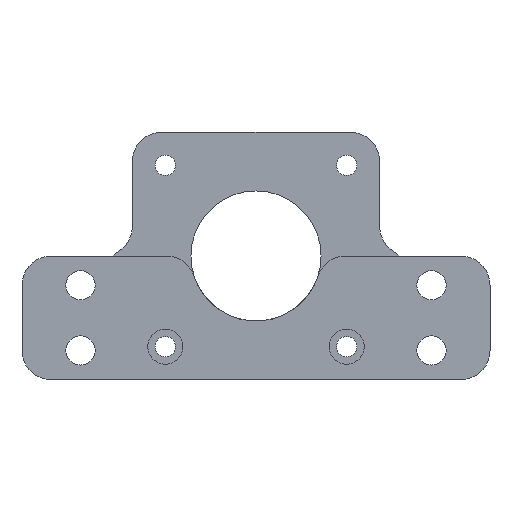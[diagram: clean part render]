
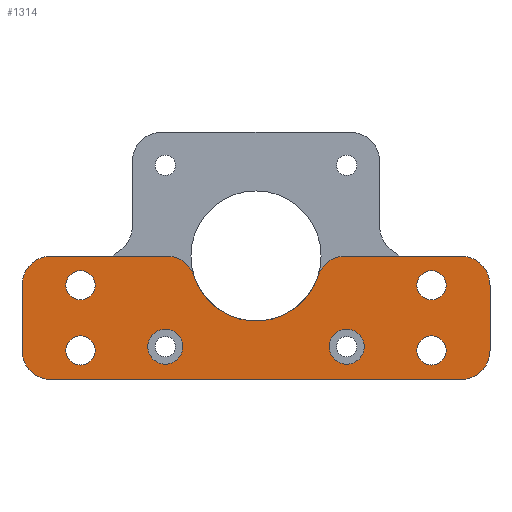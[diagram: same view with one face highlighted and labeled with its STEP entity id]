
A CAD part, left-side view. The second image highlights one B-rep face of the part: STEP entity #1314.
In plain terms, the highlighted planar face has unit normal (-1, 0, 0).
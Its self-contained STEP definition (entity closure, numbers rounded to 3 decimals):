
#19=FACE_BOUND('',#169,.T.);
#20=FACE_BOUND('',#170,.T.);
#21=FACE_BOUND('',#171,.T.);
#22=FACE_BOUND('',#172,.T.);
#23=FACE_BOUND('',#173,.T.);
#24=FACE_BOUND('',#174,.T.);
#53=PLANE('',#1434);
#98=FACE_OUTER_BOUND('',#168,.T.);
#168=EDGE_LOOP('',(#1008,#1009,#1010,#1011,#1012,#1013,#1014,#1015,#1016,
#1017,#1018,#1019));
#169=EDGE_LOOP('',(#1020));
#170=EDGE_LOOP('',(#1021));
#171=EDGE_LOOP('',(#1022));
#172=EDGE_LOOP('',(#1023));
#173=EDGE_LOOP('',(#1024));
#174=EDGE_LOOP('',(#1025));
#280=LINE('',#2109,#401);
#281=LINE('',#2113,#402);
#282=LINE('',#2117,#403);
#283=LINE('',#2121,#404);
#284=LINE('',#2124,#405);
#401=VECTOR('',#1705,10.);
#402=VECTOR('',#1708,10.);
#403=VECTOR('',#1711,10.);
#404=VECTOR('',#1714,10.);
#405=VECTOR('',#1717,10.);
#467=CIRCLE('',#1367,3.);
#469=CIRCLE('',#1370,3.);
#505=CIRCLE('',#1432,5.);
#507=CIRCLE('',#1435,11.125);
#508=CIRCLE('',#1436,5.);
#509=CIRCLE('',#1437,5.);
#510=CIRCLE('',#1438,5.);
#511=CIRCLE('',#1439,5.);
#512=CIRCLE('',#1440,5.);
#513=CIRCLE('',#1441,2.5);
#514=CIRCLE('',#1442,2.5);
#515=CIRCLE('',#1443,2.5);
#516=CIRCLE('',#1444,2.5);
#541=VERTEX_POINT('',#1911);
#543=VERTEX_POINT('',#1917);
#607=VERTEX_POINT('',#2095);
#608=VERTEX_POINT('',#2096);
#611=VERTEX_POINT('',#2104);
#612=VERTEX_POINT('',#2106);
#613=VERTEX_POINT('',#2108);
#614=VERTEX_POINT('',#2110);
#615=VERTEX_POINT('',#2112);
#616=VERTEX_POINT('',#2114);
#617=VERTEX_POINT('',#2116);
#618=VERTEX_POINT('',#2118);
#619=VERTEX_POINT('',#2120);
#620=VERTEX_POINT('',#2122);
#621=VERTEX_POINT('',#2125);
#622=VERTEX_POINT('',#2127);
#623=VERTEX_POINT('',#2129);
#624=VERTEX_POINT('',#2131);
#667=EDGE_CURVE('',#541,#541,#467,.T.);
#670=EDGE_CURVE('',#543,#543,#469,.T.);
#758=EDGE_CURVE('',#607,#608,#505,.T.);
#762=EDGE_CURVE('',#607,#611,#507,.T.);
#763=EDGE_CURVE('',#612,#611,#508,.T.);
#764=EDGE_CURVE('',#612,#613,#280,.T.);
#765=EDGE_CURVE('',#614,#613,#509,.T.);
#766=EDGE_CURVE('',#614,#615,#281,.T.);
#767=EDGE_CURVE('',#616,#615,#510,.T.);
#768=EDGE_CURVE('',#616,#617,#282,.T.);
#769=EDGE_CURVE('',#618,#617,#511,.T.);
#770=EDGE_CURVE('',#618,#619,#283,.T.);
#771=EDGE_CURVE('',#620,#619,#512,.T.);
#772=EDGE_CURVE('',#620,#608,#284,.T.);
#773=EDGE_CURVE('',#621,#621,#513,.T.);
#774=EDGE_CURVE('',#622,#622,#514,.T.);
#775=EDGE_CURVE('',#623,#623,#515,.T.);
#776=EDGE_CURVE('',#624,#624,#516,.T.);
#1008=ORIENTED_EDGE('',*,*,#758,.F.);
#1009=ORIENTED_EDGE('',*,*,#762,.T.);
#1010=ORIENTED_EDGE('',*,*,#763,.F.);
#1011=ORIENTED_EDGE('',*,*,#764,.T.);
#1012=ORIENTED_EDGE('',*,*,#765,.F.);
#1013=ORIENTED_EDGE('',*,*,#766,.T.);
#1014=ORIENTED_EDGE('',*,*,#767,.F.);
#1015=ORIENTED_EDGE('',*,*,#768,.T.);
#1016=ORIENTED_EDGE('',*,*,#769,.F.);
#1017=ORIENTED_EDGE('',*,*,#770,.T.);
#1018=ORIENTED_EDGE('',*,*,#771,.F.);
#1019=ORIENTED_EDGE('',*,*,#772,.T.);
#1020=ORIENTED_EDGE('',*,*,#667,.T.);
#1021=ORIENTED_EDGE('',*,*,#670,.T.);
#1022=ORIENTED_EDGE('',*,*,#773,.T.);
#1023=ORIENTED_EDGE('',*,*,#774,.T.);
#1024=ORIENTED_EDGE('',*,*,#775,.T.);
#1025=ORIENTED_EDGE('',*,*,#776,.T.);
#1314=ADVANCED_FACE('',(#98,#19,#20,#21,#22,#23,#24),#53,.T.);
#1367=AXIS2_PLACEMENT_3D('',#1912,#1510,#1511);
#1370=AXIS2_PLACEMENT_3D('',#1918,#1517,#1518);
#1432=AXIS2_PLACEMENT_3D('',#2097,#1693,#1694);
#1434=AXIS2_PLACEMENT_3D('',#2103,#1699,#1700);
#1435=AXIS2_PLACEMENT_3D('',#2105,#1701,#1702);
#1436=AXIS2_PLACEMENT_3D('',#2107,#1703,#1704);
#1437=AXIS2_PLACEMENT_3D('',#2111,#1706,#1707);
#1438=AXIS2_PLACEMENT_3D('',#2115,#1709,#1710);
#1439=AXIS2_PLACEMENT_3D('',#2119,#1712,#1713);
#1440=AXIS2_PLACEMENT_3D('',#2123,#1715,#1716);
#1441=AXIS2_PLACEMENT_3D('',#2126,#1718,#1719);
#1442=AXIS2_PLACEMENT_3D('',#2128,#1720,#1721);
#1443=AXIS2_PLACEMENT_3D('',#2130,#1722,#1723);
#1444=AXIS2_PLACEMENT_3D('',#2132,#1724,#1725);
#1510=DIRECTION('center_axis',(1.,0.,0.));
#1511=DIRECTION('ref_axis',(0.,-1.,0.));
#1517=DIRECTION('center_axis',(1.,0.,0.));
#1518=DIRECTION('ref_axis',(0.,-1.,0.));
#1693=DIRECTION('center_axis',(1.,0.,0.));
#1694=DIRECTION('ref_axis',(0.,0.587,0.809));
#1699=DIRECTION('center_axis',(-1.,0.,0.));
#1700=DIRECTION('ref_axis',(0.,0.,1.));
#1701=DIRECTION('center_axis',(1.,0.,0.));
#1702=DIRECTION('ref_axis',(0.,1.,0.));
#1703=DIRECTION('center_axis',(1.,0.,0.));
#1704=DIRECTION('ref_axis',(0.,-0.587,0.809));
#1705=DIRECTION('',(0.,1.,0.));
#1706=DIRECTION('center_axis',(1.,0.,0.));
#1707=DIRECTION('ref_axis',(0.,0.707,0.707));
#1708=DIRECTION('',(0.,0.,-1.));
#1709=DIRECTION('center_axis',(1.,0.,0.));
#1710=DIRECTION('ref_axis',(0.,0.707,-0.707));
#1711=DIRECTION('',(0.,-1.,0.));
#1712=DIRECTION('center_axis',(1.,0.,0.));
#1713=DIRECTION('ref_axis',(0.,-0.707,-0.707));
#1714=DIRECTION('',(0.,0.,1.));
#1715=DIRECTION('center_axis',(1.,0.,0.));
#1716=DIRECTION('ref_axis',(0.,-0.707,0.707));
#1717=DIRECTION('',(0.,1.,0.));
#1718=DIRECTION('center_axis',(1.,0.,0.));
#1719=DIRECTION('ref_axis',(0.,-1.,0.));
#1720=DIRECTION('center_axis',(1.,0.,0.));
#1721=DIRECTION('ref_axis',(0.,-1.,0.));
#1722=DIRECTION('center_axis',(1.,0.,0.));
#1723=DIRECTION('ref_axis',(0.,-1.,0.));
#1724=DIRECTION('center_axis',(1.,0.,0.));
#1725=DIRECTION('ref_axis',(0.,-1.,0.));
#1911=CARTESIAN_POINT('',(-20.,18.5,-15.5));
#1912=CARTESIAN_POINT('Origin',(-20.,15.5,-15.5));
#1917=CARTESIAN_POINT('',(-20.,-12.5,-15.5));
#1918=CARTESIAN_POINT('Origin',(-20.,-15.5,-15.5));
#2095=CARTESIAN_POINT('',(-20.,-10.577,-3.45));
#2096=CARTESIAN_POINT('',(-20.,-15.33,0.));
#2097=CARTESIAN_POINT('Origin',(-20.,-15.33,-5.));
#2103=CARTESIAN_POINT('Origin',(-20.,23.65,-10.575));
#2104=CARTESIAN_POINT('',(-20.,10.577,-3.45));
#2105=CARTESIAN_POINT('Origin',(-20.,0.,0.));
#2106=CARTESIAN_POINT('',(-20.,15.33,0.));
#2107=CARTESIAN_POINT('Origin',(-20.,15.33,-5.));
#2108=CARTESIAN_POINT('',(-20.,35.,0.));
#2109=CARTESIAN_POINT('',(-20.,-40.,0.));
#2110=CARTESIAN_POINT('',(-20.,40.,-5.));
#2111=CARTESIAN_POINT('Origin',(-20.,35.,-5.));
#2112=CARTESIAN_POINT('',(-20.,40.,-16.15));
#2113=CARTESIAN_POINT('',(-20.,40.,0.));
#2114=CARTESIAN_POINT('',(-20.,35.,-21.15));
#2115=CARTESIAN_POINT('Origin',(-20.,35.,-16.15));
#2116=CARTESIAN_POINT('',(-20.,-35.,-21.15));
#2117=CARTESIAN_POINT('',(-20.,40.,-21.15));
#2118=CARTESIAN_POINT('',(-20.,-40.,-16.15));
#2119=CARTESIAN_POINT('Origin',(-20.,-35.,-16.15));
#2120=CARTESIAN_POINT('',(-20.,-40.,-5.));
#2121=CARTESIAN_POINT('',(-20.,-40.,-21.15));
#2122=CARTESIAN_POINT('',(-20.,-35.,0.));
#2123=CARTESIAN_POINT('Origin',(-20.,-35.,-5.));
#2124=CARTESIAN_POINT('',(-20.,-40.,0.));
#2125=CARTESIAN_POINT('',(-20.,-27.5,-16.15));
#2126=CARTESIAN_POINT('Origin',(-20.,-30.,-16.15));
#2127=CARTESIAN_POINT('',(-20.,-27.5,-5.));
#2128=CARTESIAN_POINT('Origin',(-20.,-30.,-5.));
#2129=CARTESIAN_POINT('',(-20.,32.5,-5.));
#2130=CARTESIAN_POINT('Origin',(-20.,30.,-5.));
#2131=CARTESIAN_POINT('',(-20.,32.5,-16.15));
#2132=CARTESIAN_POINT('Origin',(-20.,30.,-16.15));
